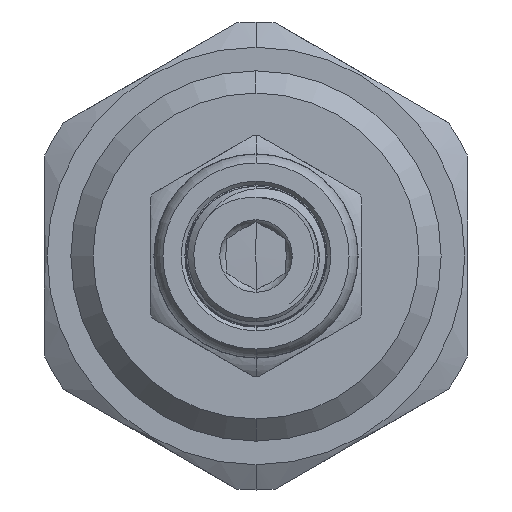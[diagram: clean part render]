
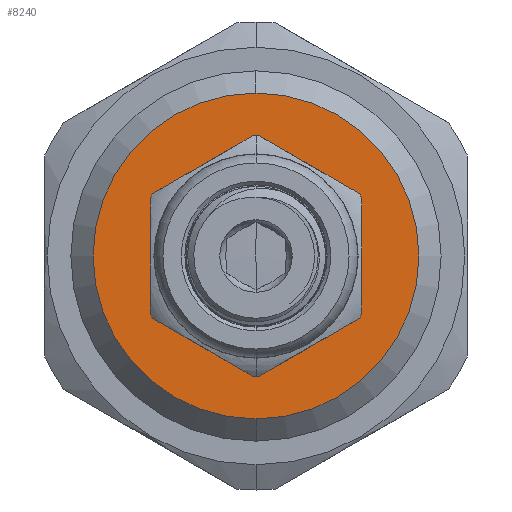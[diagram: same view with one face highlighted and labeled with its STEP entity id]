
A CAD part, left-side view. The second image highlights one B-rep face of the part: STEP entity #8240.
In plain terms, the highlighted planar face has unit normal (-1, 0, 0).
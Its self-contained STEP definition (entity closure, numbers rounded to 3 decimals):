
#544 = EDGE_CURVE ( 'NONE', #8807, #5745, #1071, .T. ) ;
#1071 = CIRCLE ( 'NONE', #5304, 6.875 ) ;
#1248 = FACE_BOUND ( 'NONE', #3154, .T. ) ;
#1367 = ORIENTED_EDGE ( 'NONE', *, *, #544, .T. ) ;
#2040 = CARTESIAN_POINT ( 'NONE',  ( 0., 0., -6.875 ) ) ;
#2060 = PLANE ( 'NONE',  #2590 ) ;
#2359 = AXIS2_PLACEMENT_3D ( 'NONE', #4701, #11163, #5773 ) ;
#2590 = AXIS2_PLACEMENT_3D ( 'NONE', #7378, #3011, #8589 ) ;
#2844 = DIRECTION ( 'NONE',  ( 1., 0., 0. ) ) ;
#3011 = DIRECTION ( 'NONE',  ( -1., 0., 0. ) ) ;
#3108 = DIRECTION ( 'NONE',  ( 0., 0., 1. ) ) ;
#3154 = EDGE_LOOP ( 'NONE', ( #1367, #10605 ) ) ;
#3227 = EDGE_CURVE ( 'NONE', #14004, #10040, #13888, .T. ) ;
#3800 = FACE_OUTER_BOUND ( 'NONE', #13229, .T. ) ;
#3959 = DIRECTION ( 'NONE',  ( 0., 0., 1. ) ) ;
#4171 = EDGE_CURVE ( 'NONE', #10040, #14004, #9246, .T. ) ;
#4553 = EDGE_CURVE ( 'NONE', #5745, #8807, #9467, .T. ) ;
#4701 = CARTESIAN_POINT ( 'NONE',  ( 0., 0., 0. ) ) ;
#4724 = CARTESIAN_POINT ( 'NONE',  ( 0., 0., 11. ) ) ;
#5148 = ORIENTED_EDGE ( 'NONE', *, *, #4171, .T. ) ;
#5304 = AXIS2_PLACEMENT_3D ( 'NONE', #8317, #2844, #3959 ) ;
#5536 = CARTESIAN_POINT ( 'NONE',  ( 0., 0., -11. ) ) ;
#5745 = VERTEX_POINT ( 'NONE', #12905 ) ;
#5773 = DIRECTION ( 'NONE',  ( 0., 0., 1. ) ) ;
#6772 = AXIS2_PLACEMENT_3D ( 'NONE', #8922, #13369, #8965 ) ;
#7378 = CARTESIAN_POINT ( 'NONE',  ( 0., 0., 0. ) ) ;
#8240 = ADVANCED_FACE ( 'NONE', ( #1248, #3800 ), #2060, .T. ) ;
#8317 = CARTESIAN_POINT ( 'NONE',  ( 0., 0., 0. ) ) ;
#8589 = DIRECTION ( 'NONE',  ( 0., 0., 1. ) ) ;
#8743 = CARTESIAN_POINT ( 'NONE',  ( 0., 0., 0. ) ) ;
#8807 = VERTEX_POINT ( 'NONE', #2040 ) ;
#8922 = CARTESIAN_POINT ( 'NONE',  ( 0., 0., 0. ) ) ;
#8965 = DIRECTION ( 'NONE',  ( 0., 0., 1. ) ) ;
#9246 = CIRCLE ( 'NONE', #6772, 11. ) ;
#9467 = CIRCLE ( 'NONE', #2359, 6.875 ) ;
#10040 = VERTEX_POINT ( 'NONE', #5536 ) ;
#10605 = ORIENTED_EDGE ( 'NONE', *, *, #4553, .T. ) ;
#11163 = DIRECTION ( 'NONE',  ( 1., 0., 0. ) ) ;
#11246 = AXIS2_PLACEMENT_3D ( 'NONE', #8743, #11880, #3108 ) ;
#11880 = DIRECTION ( 'NONE',  ( -1., 0., 0. ) ) ;
#11970 = ORIENTED_EDGE ( 'NONE', *, *, #3227, .T. ) ;
#12905 = CARTESIAN_POINT ( 'NONE',  ( 0., 0., 6.875 ) ) ;
#13229 = EDGE_LOOP ( 'NONE', ( #5148, #11970 ) ) ;
#13369 = DIRECTION ( 'NONE',  ( -1., 0., 0. ) ) ;
#13888 = CIRCLE ( 'NONE', #11246, 11. ) ;
#14004 = VERTEX_POINT ( 'NONE', #4724 ) ;
